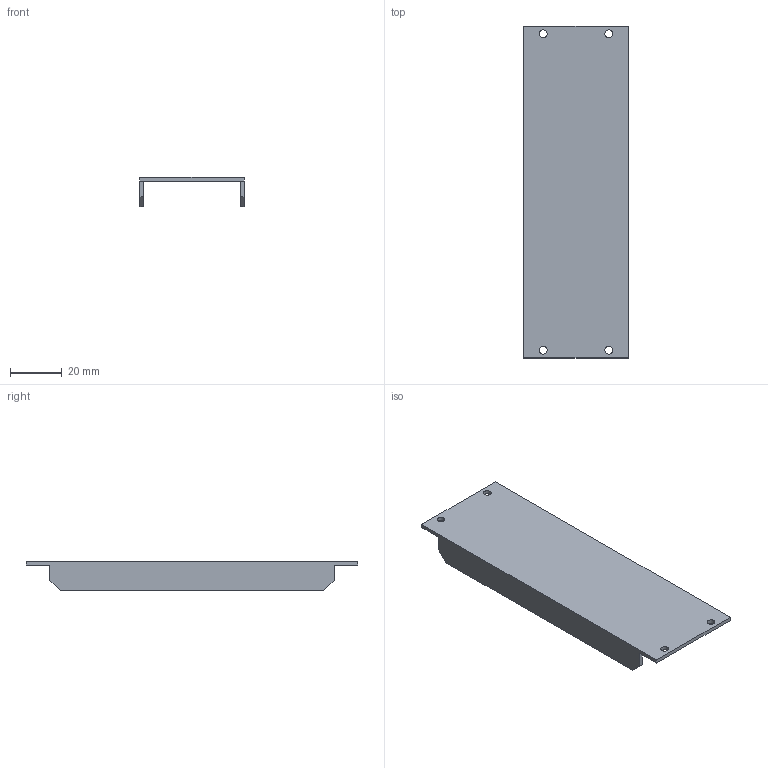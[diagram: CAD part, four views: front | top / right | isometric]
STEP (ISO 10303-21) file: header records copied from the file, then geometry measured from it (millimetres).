
FILE_DESCRIPTION(('HOOPS Exchange Step'),'2;1');
FILE_NAME('export-64253329-05A8-4371-8031-8047328B49E0.stp','2022-01-18T21:21:16+01:00',('31616'),('Alibre'),'HOOPS Exchange 2020.1','Alibre','Unknown authorisation');
FILE_SCHEMA( ('AP242_MANAGED_MODEL_BASED_3D_ENGINEERING_MIM_LF {1 0 10303 442 1 1 4 }') );
Length unit declared in the file: centimetre
Products named in the file (1): 8HP_Panel
Bounding box: 40.4 x 128.5 x 11.5 mm (x, y, z)
Volume: 10870.3 mm3; surface area: 15778.4 mm2
Topology: 1 solids, 1 shells, 181 faces, 536 edges, 360 vertices
Faces by surface type: plane 177, cylinder 4
Full cylindrical faces by diameter (mm): 3 x4
Entity records: 5996 total; most frequent: CARTESIAN_POINT 1079, ORIENTED_EDGE 1072, DIRECTION 918, EDGE_CURVE 536, VECTOR 520, LINE 520, VERTEX_POINT 360, AXIS2_PLACEMENT_3D 199
